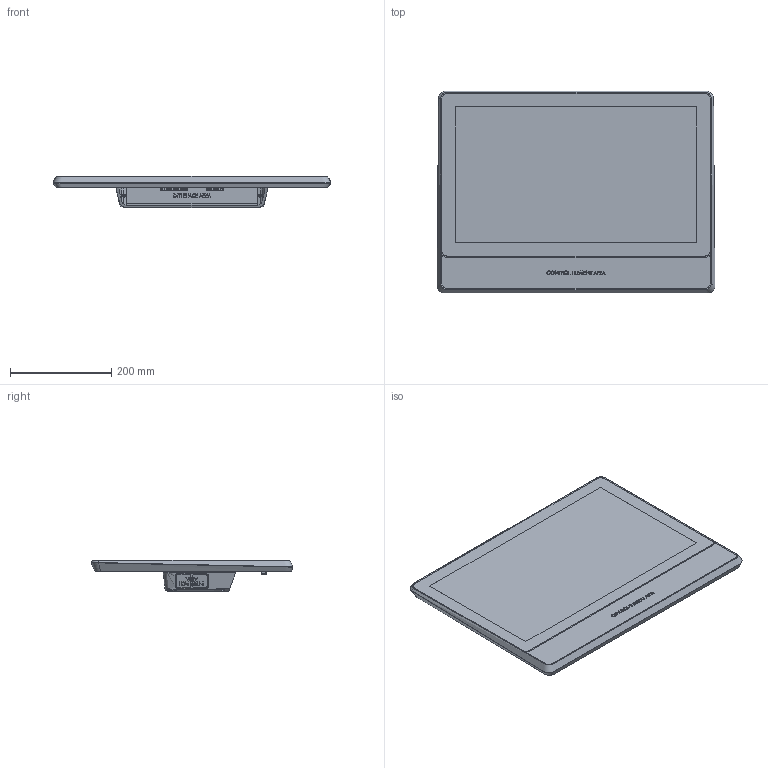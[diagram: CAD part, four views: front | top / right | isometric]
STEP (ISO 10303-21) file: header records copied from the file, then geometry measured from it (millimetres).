
FILE_DESCRIPTION (( 'STEP AP214' ), '1' );
FILE_NAME ('PA10008654~00.STEP', '2021-05-03T08:39:44', ( '' ), ( '' ), 'SwSTEP 2.0', 'SolidWorks 2019', '' );
FILE_SCHEMA (( 'AUTOMOTIVE_DESIGN' ));
Length unit declared in the file: millimetre
Products named in the file (1): PA10008654~00
Bounding box: 547.55 x 397.94 x 62 mm (x, y, z)
Volume: 6306336.5 mm3; surface area: 592220.9 mm2
Topology: 28 solids, 32 shells, 5442 faces, 14475 edges, 9232 vertices
Faces by surface type: plane 2752, cylinder 1853, cone 592, bspline 137, torus 108
Entity records: 239160 total; most frequent: CARTESIAN_POINT 47888, ORIENTED_EDGE 28606, DIRECTION 26160, EDGE_CURVE 14303, VERTEX_POINT 9232, VECTOR 8868, LINE 8868, AXIS2_PLACEMENT_3D 8646
